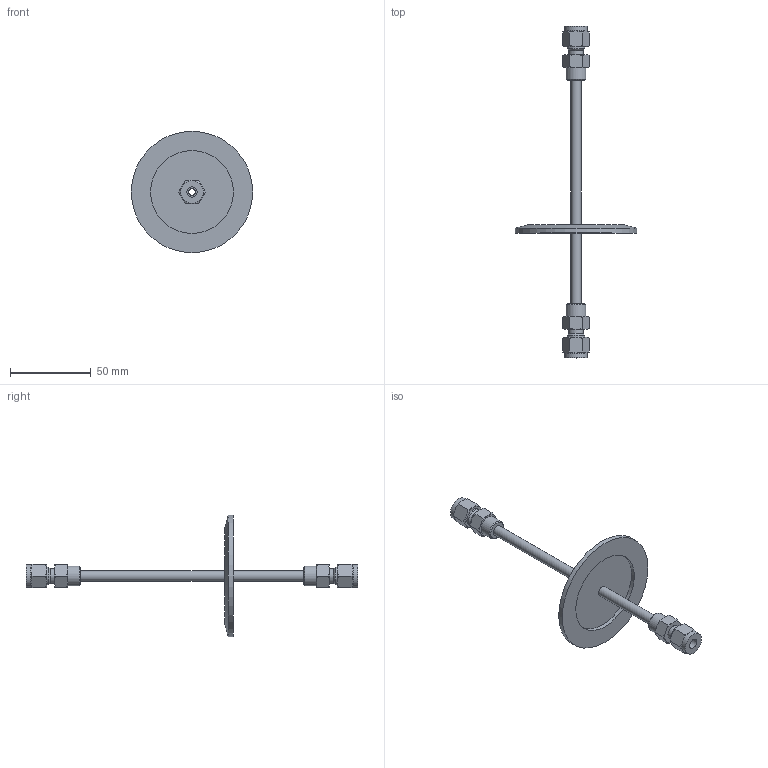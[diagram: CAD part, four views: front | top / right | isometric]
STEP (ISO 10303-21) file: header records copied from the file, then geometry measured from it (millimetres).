
FILE_DESCRIPTION(/* description */ (''),/* implementation_level */ '2;1');
FILE_NAME(/* name */ 'FL-LF1S-50KF.stp',/* time_stamp */ '2018-10-04T16:22:20+01:00',/* author */ ('paul'),/* organization */ (''),/* preprocessor_version */ 'ST-DEVELOPER v17.2',/* originating_system */ 'Autodesk Inventor 2019',/* authorisation */ '');
FILE_SCHEMA (('AUTOMOTIVE_DESIGN { 1 0 10303 214 3 1 1 }'));
Products named in the file (4): FL-LF1S-50KF; FL-50KF; 6.35 tube for tube end version; SS-400-6-4W 0.25 inch Tube Socket Weld Union
Assembly tree (4 placements, depth 2):
  FL-LF1S-50KF
    FL-50KF
    6.35 tube for tube end version
    SS-400-6-4W 0.25 inch Tube Socket Weld Union  x2
Bounding box: 75 x 205.23 x 75 mm (x, y, z)
Volume: 26030 mm3; surface area: 20072.3 mm2
Topology: 4 solids, 4 shells, 115 faces, 264 edges, 168 vertices
Faces by surface type: cone 53, plane 43, cylinder 19
Full cylindrical faces by diameter (mm): 3.95 x1, 4.826 x2, 6.35 x4, 6.604 x2, 8.953 x2, 11.112 x2, 12.192 x2, 14.224 x2, 51.2 x1, 75 x1
Entity records: 1972 total; most frequent: CARTESIAN_POINT 402, DIRECTION 305, ORIENTED_EDGE 286, EDGE_CURVE 143, AXIS2_PLACEMENT_3D 139, VERTEX_POINT 92, EDGE_LOOP 75, CIRCLE 68
